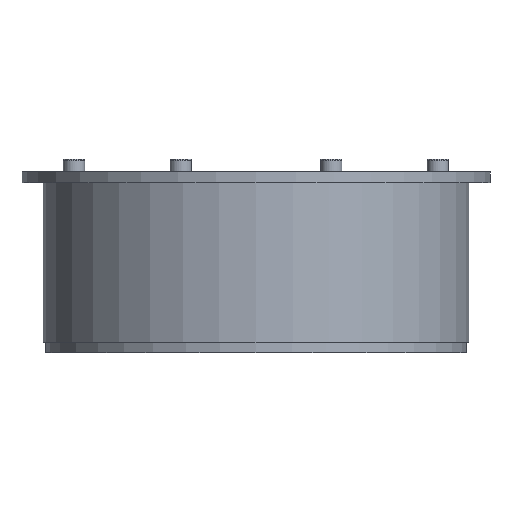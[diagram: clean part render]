
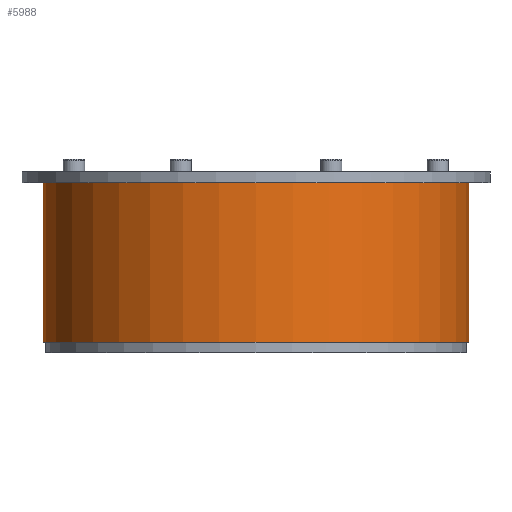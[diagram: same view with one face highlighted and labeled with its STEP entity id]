
A CAD part, front view. The second image highlights one B-rep face of the part: STEP entity #5988.
In plain terms, the highlighted cylindrical face has radius 100 mm (diameter 200 mm), a partial arc.
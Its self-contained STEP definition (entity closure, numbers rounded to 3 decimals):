
#168=CYLINDRICAL_SURFACE('',#6622,100.);
#477=CIRCLE('',#6548,100.);
#484=CIRCLE('',#6556,100.);
#844=FACE_OUTER_BOUND('',#1244,.T.);
#1244=EDGE_LOOP('',(#4585,#4586,#4587,#4588));
#1623=LINE('',#9647,#2039);
#1627=LINE('',#9656,#2043);
#2039=VECTOR('',#7853,10.);
#2043=VECTOR('',#7859,10.);
#2511=VERTEX_POINT('',#9644);
#2512=VERTEX_POINT('',#9646);
#2515=VERTEX_POINT('',#9653);
#2516=VERTEX_POINT('',#9655);
#3187=EDGE_CURVE('',#2512,#2511,#1623,.T.);
#3191=EDGE_CURVE('',#2516,#2515,#1627,.T.);
#3193=EDGE_CURVE('',#2516,#2511,#477,.T.);
#3200=EDGE_CURVE('',#2512,#2515,#484,.T.);
#4585=ORIENTED_EDGE('',*,*,#3187,.T.);
#4586=ORIENTED_EDGE('',*,*,#3193,.F.);
#4587=ORIENTED_EDGE('',*,*,#3191,.T.);
#4588=ORIENTED_EDGE('',*,*,#3200,.F.);
#5988=ADVANCED_FACE('',(#844),#168,.T.);
#6548=AXIS2_PLACEMENT_3D('',#9659,#7863,#7864);
#6556=AXIS2_PLACEMENT_3D('',#9671,#7879,#7880);
#6622=AXIS2_PLACEMENT_3D('',#9785,#8023,#8024);
#7853=DIRECTION('',(0.,0.,1.));
#7859=DIRECTION('',(0.,0.,-1.));
#7863=DIRECTION('center_axis',(0.,0.,1.));
#7864=DIRECTION('ref_axis',(-1.,0.,0.));
#7879=DIRECTION('center_axis',(0.,0.,-1.));
#7880=DIRECTION('ref_axis',(-1.,0.,0.));
#8023=DIRECTION('center_axis',(0.,0.,1.));
#8024=DIRECTION('ref_axis',(-1.,0.,0.));
#9644=CARTESIAN_POINT('',(100.,0.,37.5));
#9646=CARTESIAN_POINT('',(100.,0.,-37.5));
#9647=CARTESIAN_POINT('',(100.,0.,0.));
#9653=CARTESIAN_POINT('',(-100.,0.,-37.5));
#9655=CARTESIAN_POINT('',(-100.,0.,37.5));
#9656=CARTESIAN_POINT('',(-100.,0.,0.));
#9659=CARTESIAN_POINT('Origin',(0.,0.,37.5));
#9671=CARTESIAN_POINT('Origin',(0.,0.,-37.5));
#9785=CARTESIAN_POINT('Origin',(0.,0.,0.));
